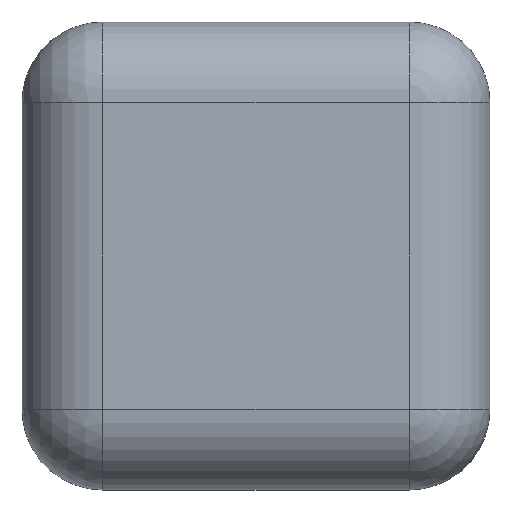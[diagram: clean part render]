
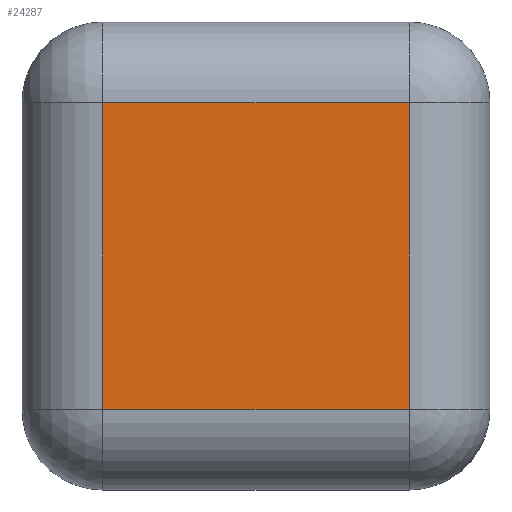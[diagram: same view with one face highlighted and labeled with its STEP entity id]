
A CAD part, front view. The second image highlights one B-rep face of the part: STEP entity #24287.
In plain terms, the highlighted planar face has unit normal (0, -1, 0).
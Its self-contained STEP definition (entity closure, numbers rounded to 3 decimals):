
#3526 = CARTESIAN_POINT ( 'NONE',  ( 151.929, -95.457, 151.929 ) ) ;
#4937 = VECTOR ( 'NONE', #22168, 1000. ) ;
#7050 = VECTOR ( 'NONE', #8123, 1000. ) ;
#7053 = VERTEX_POINT ( 'NONE', #25925 ) ;
#7587 = EDGE_CURVE ( 'NONE', #7053, #39494, #45382, .T. ) ;
#8123 = DIRECTION ( 'NONE',  ( 0., 0., 1. ) ) ;
#8623 = ORIENTED_EDGE ( 'NONE', *, *, #12263, .T. ) ;
#11615 = CARTESIAN_POINT ( 'NONE',  ( 0., -95.457, 151.929 ) ) ;
#12263 = EDGE_CURVE ( 'NONE', #27378, #7053, #26652, .T. ) ;
#13766 = DIRECTION ( 'NONE',  ( 0., 0., -1. ) ) ;
#15005 = LINE ( 'NONE', #19355, #7050 ) ;
#15413 = ORIENTED_EDGE ( 'NONE', *, *, #34760, .T. ) ;
#15906 = CARTESIAN_POINT ( 'NONE',  ( -151.929, -95.457, 151.929 ) ) ;
#16293 = CARTESIAN_POINT ( 'NONE',  ( -151.929, -95.457, 0. ) ) ;
#18501 = LINE ( 'NONE', #11615, #4937 ) ;
#19324 = CARTESIAN_POINT ( 'NONE',  ( 151.929, -95.457, -151.929 ) ) ;
#19355 = CARTESIAN_POINT ( 'NONE',  ( 151.929, -95.457, 0. ) ) ;
#19568 = CARTESIAN_POINT ( 'NONE',  ( 0., -95.457, 0. ) ) ;
#22168 = DIRECTION ( 'NONE',  ( -1., 0., 0. ) ) ;
#23014 = FACE_OUTER_BOUND ( 'NONE', #37036, .T. ) ;
#23301 = ORIENTED_EDGE ( 'NONE', *, *, #34076, .T. ) ;
#24287 = ADVANCED_FACE ( 'NONE', ( #23014 ), #45315, .T. ) ;
#24465 = VECTOR ( 'NONE', #25299, 1000. ) ;
#25299 = DIRECTION ( 'NONE',  ( 1., 0., 0. ) ) ;
#25466 = ORIENTED_EDGE ( 'NONE', *, *, #7587, .T. ) ;
#25925 = CARTESIAN_POINT ( 'NONE',  ( -151.929, -95.457, -151.929 ) ) ;
#26627 = VERTEX_POINT ( 'NONE', #3526 ) ;
#26652 = LINE ( 'NONE', #16293, #42484 ) ;
#27378 = VERTEX_POINT ( 'NONE', #15906 ) ;
#31311 = CARTESIAN_POINT ( 'NONE',  ( 0., -95.457, -151.929 ) ) ;
#34076 = EDGE_CURVE ( 'NONE', #26627, #27378, #18501, .T. ) ;
#34760 = EDGE_CURVE ( 'NONE', #39494, #26627, #15005, .T. ) ;
#37036 = EDGE_LOOP ( 'NONE', ( #23301, #8623, #25466, #15413 ) ) ;
#37086 = DIRECTION ( 'NONE',  ( 0., -1., 0. ) ) ;
#39494 = VERTEX_POINT ( 'NONE', #19324 ) ;
#40495 = DIRECTION ( 'NONE',  ( 0., 0., -1. ) ) ;
#42484 = VECTOR ( 'NONE', #40495, 1000. ) ;
#44537 = AXIS2_PLACEMENT_3D ( 'NONE', #19568, #37086, #13766 ) ;
#45315 = PLANE ( 'NONE',  #44537 ) ;
#45382 = LINE ( 'NONE', #31311, #24465 ) ;
